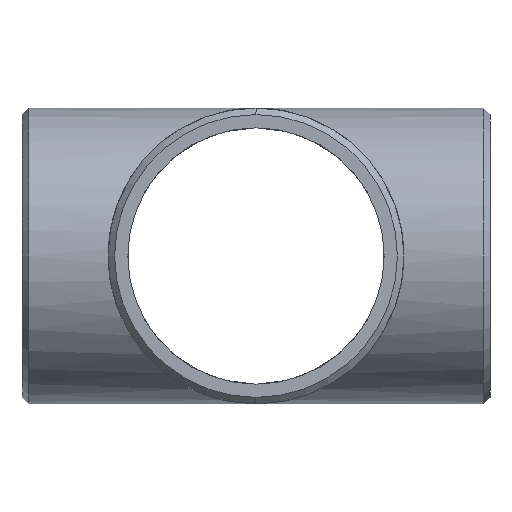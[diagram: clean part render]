
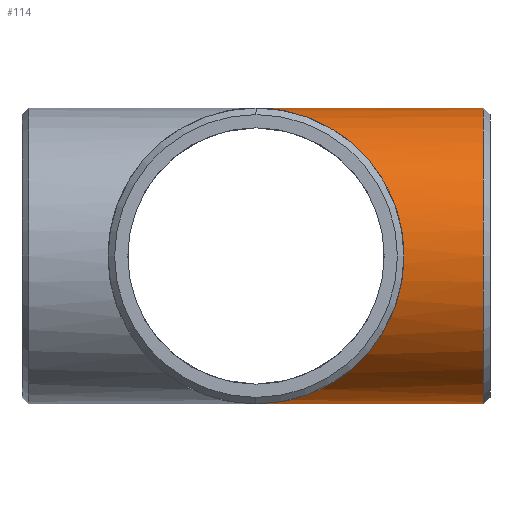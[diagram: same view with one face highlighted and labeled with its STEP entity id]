
A CAD part, left-side view. The second image highlights one B-rep face of the part: STEP entity #114.
In plain terms, the highlighted cylindrical face has radius 136.525 mm (diameter 273.05 mm), a partial arc.
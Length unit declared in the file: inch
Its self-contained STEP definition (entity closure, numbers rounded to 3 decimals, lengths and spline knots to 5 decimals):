
#16 = LINE ( 'NONE', #675, #542 ) ;
#32 = VERTEX_POINT ( 'NONE', #351 ) ;
#41 = CYLINDRICAL_SURFACE ( 'NONE', #347, 5.375 ) ;
#43 = EDGE_CURVE ( 'NONE', #412, #32, #607, .T. ) ;
#76 = VERTEX_POINT ( 'NONE', #668 ) ;
#79 = DIRECTION ( 'NONE',  ( 0., 1., 0. ) ) ;
#114 = ADVANCED_FACE ( 'NONE', ( #604 ), #41, .T. ) ;
#125 = ORIENTED_EDGE ( 'NONE', *, *, #43, .F. ) ;
#164 = CARTESIAN_POINT ( 'NONE',  ( 0., 0., -5.375 ) ) ;
#171 = EDGE_CURVE ( 'NONE', #76, #32, #536, .T. ) ;
#172 = DIRECTION ( 'NONE',  ( 0., 1., 0. ) ) ;
#189 = CARTESIAN_POINT ( 'NONE',  ( 0., -8.26033, 0. ) ) ;
#214 = EDGE_CURVE ( 'NONE', #759, #76, #651, .T. ) ;
#238 = DIRECTION ( 'NONE',  ( 0., 1., 0. ) ) ;
#241 = EDGE_CURVE ( 'NONE', #759, #412, #16, .T. ) ;
#250 = DIRECTION ( 'NONE',  ( 0., 1., 0. ) ) ;
#273 = ORIENTED_EDGE ( 'NONE', *, *, #241, .F. ) ;
#289 = CARTESIAN_POINT ( 'NONE',  ( -10.75, -10.75, 5.375 ) ) ;
#298 = CARTESIAN_POINT ( 'NONE',  ( 0., -8.26033, -5.375 ) ) ;
#323 = EDGE_LOOP ( 'NONE', ( #434, #748, #125, #273 ) ) ;
#326 = AXIS2_PLACEMENT_3D ( 'NONE', #189, #250, #803 ) ;
#327 = VECTOR ( 'NONE', #172, 39.37008 ) ;
#347 = AXIS2_PLACEMENT_3D ( 'NONE', #611, #238, #483 ) ;
#351 = CARTESIAN_POINT ( 'NONE',  ( 0., 0., 5.375 ) ) ;
#412 = VERTEX_POINT ( 'NONE', #164 ) ;
#419 = CARTESIAN_POINT ( 'NONE',  ( 0., 0., 5.375 ) ) ;
#434 = ORIENTED_EDGE ( 'NONE', *, *, #214, .T. ) ;
#472 = CARTESIAN_POINT ( 'NONE',  ( 0., 0., -5.375 ) ) ;
#483 = DIRECTION ( 'NONE',  ( 0., 0., -1. ) ) ;
#536 = LINE ( 'NONE', #727, #327 ) ;
#542 = VECTOR ( 'NONE', #79, 39.37008 ) ;
#598 = CARTESIAN_POINT ( 'NONE',  ( -10.75, -10.75, -5.375 ) ) ;
#604 = FACE_OUTER_BOUND ( 'NONE', #323, .T. ) ;
#607 =( BOUNDED_CURVE ( )  B_SPLINE_CURVE ( 3, ( #472, #598, #289, #419 ),
 .UNSPECIFIED., .F., .T. ) 
 B_SPLINE_CURVE_WITH_KNOTS ( ( 4, 4 ),
 ( 4.71239, 7.85398 ),
 .UNSPECIFIED. ) 
 CURVE ( )  GEOMETRIC_REPRESENTATION_ITEM ( )  RATIONAL_B_SPLINE_CURVE ( ( 1., 0.333, 0.333, 1. ) ) 
 REPRESENTATION_ITEM ( '' )  );
#611 = CARTESIAN_POINT ( 'NONE',  ( 0., -8.5, 0. ) ) ;
#651 = CIRCLE ( 'NONE', #326, 5.375 ) ;
#668 = CARTESIAN_POINT ( 'NONE',  ( 0., -8.26033, 5.375 ) ) ;
#675 = CARTESIAN_POINT ( 'NONE',  ( 0., -8.5, -5.375 ) ) ;
#727 = CARTESIAN_POINT ( 'NONE',  ( 0., -8.5, 5.375 ) ) ;
#748 = ORIENTED_EDGE ( 'NONE', *, *, #171, .T. ) ;
#759 = VERTEX_POINT ( 'NONE', #298 ) ;
#803 = DIRECTION ( 'NONE',  ( 0., 0., -1. ) ) ;
